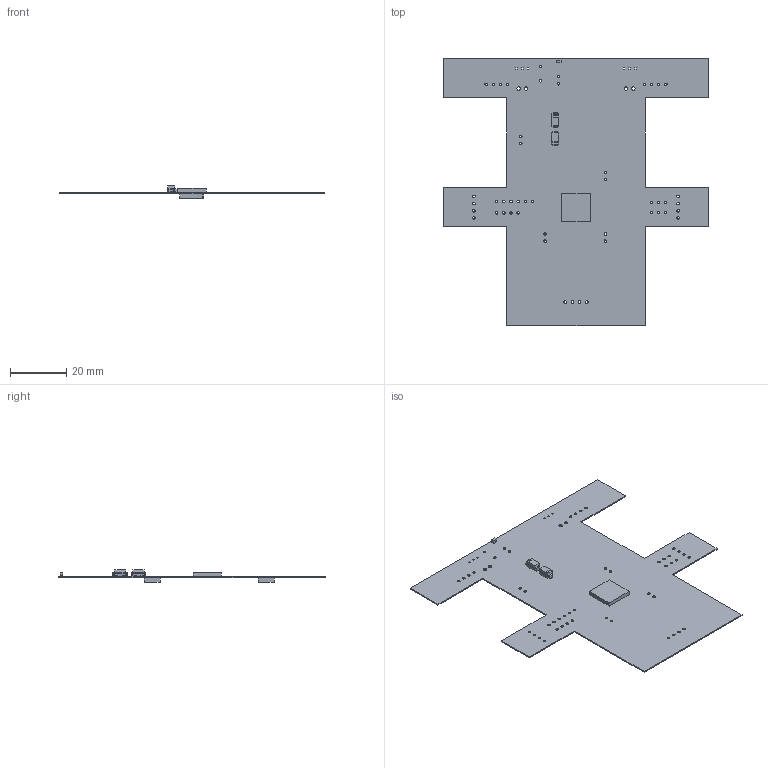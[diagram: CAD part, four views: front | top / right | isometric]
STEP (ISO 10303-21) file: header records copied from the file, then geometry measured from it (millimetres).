
FILE_DESCRIPTION(('Open CASCADE Model'),'2;1');
FILE_NAME('Open CASCADE Shape Model','2014-10-25T17:25:16',('Author'),( 'Open CASCADE'),'Open CASCADE STEP processor 6.5','Open CASCADE 6.5' ,'Unknown');
FILE_SCHEMA(('AUTOMOTIVE_DESIGN { 1 0 10303 214 1 1 1 1 }'));
Length unit declared in the file: millimetre
Products named in the file (18): PCB; Board; U5; 575414720; Extruded; U4; 703633856; U1; 642238864; D4; SW3dPS-DO-214AC_SMA; D3; D2; User_Library-0603_SMD_Capacitor; 642239760
Assembly tree (18 placements, depth 4):
  PCB
    Board
    U5
      575414720
        Extruded
    U4
      703633856
        Extruded
    U1
      642238864
        Extruded
    D4
      SW3dPS-DO-214AC_SMA
    D3
      SW3dPS-DO-214AC_SMA
    D2
      User_Library-0603_SMD_Capacitor
      642239760
        Extruded
Bounding box: 94 x 94.75 x 4.41 mm (x, y, z)
Volume: 2749.9 mm3; surface area: 12657.7 mm2
Topology: 8 solids, 8 shells, 296 faces, 777 edges, 486 vertices
Faces by surface type: plane 169, cylinder 80, bspline 39, sphere 8
Full cylindrical faces by diameter (mm): 0.9 x48, 1.27 x4
Entity records: 21068 total; most frequent: CARTESIAN_POINT 7455, DIRECTION 2067, LINE 1331, VECTOR 1331, ORIENTED_EDGE 1302, PCURVE 1302, DEFINITIONAL_REPRESENTATION 1302, EDGE_CURVE 651
